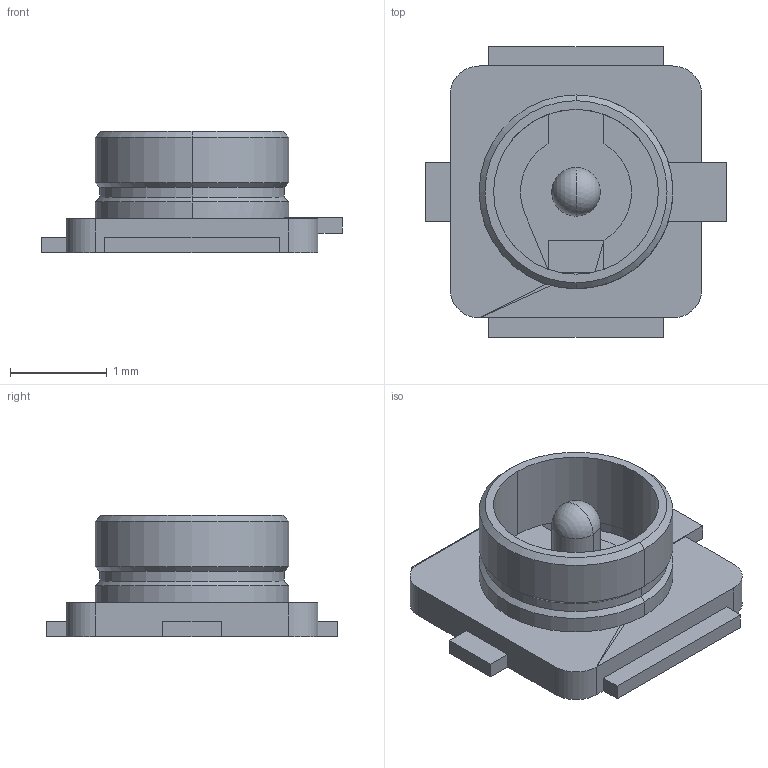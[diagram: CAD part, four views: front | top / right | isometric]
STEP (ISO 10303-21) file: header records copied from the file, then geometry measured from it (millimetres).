
FILE_DESCRIPTION(('FreeCAD Model'),'2;1');
FILE_NAME('Open CASCADE Shape Model','2021-04-27T15:01:06',('Author'),( ''),'Open CASCADE STEP processor 7.5','FreeCAD','Unknown');
FILE_SCHEMA(('AUTOMOTIVE_DESIGN { 1 0 10303 214 1 1 1 1 }'));
Length unit declared in the file: millimetre
Products named in the file (1): U.FL-R-SMT(01)
Bounding box: 3.1 x 3 x 1.25 mm (x, y, z)
Volume: 1.3 mm3; surface area: 45.3 mm2
Topology: 3 solids, 5 shells, 121 faces, 350 edges, 209 vertices
Faces by surface type: plane 76, cylinder 33, cone 6, sphere 4, torus 2
Entity records: 8557 total; most frequent: CARTESIAN_POINT 1537, DIRECTION 1240, LINE 789, VECTOR 789, ORIENTED_EDGE 626, PCURVE 626, DEFINITIONAL_REPRESENTATION 626, EDGE_CURVE 313
